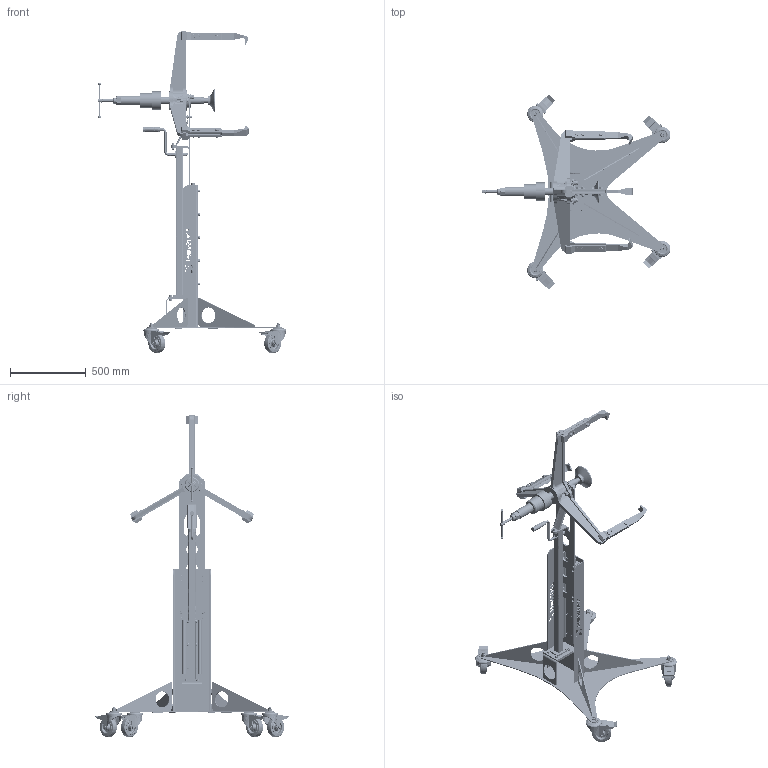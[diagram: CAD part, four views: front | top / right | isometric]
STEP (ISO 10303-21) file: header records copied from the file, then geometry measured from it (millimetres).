
FILE_DESCRIPTION(('FreeCAD Model'),'2;1');
FILE_NAME('Open CASCADE Shape Model','2025-05-09T11:51:50',('FreeCAD'),( 'FreeCAD'),'Open CASCADE STEP processor 7.6','FreeCAD','Unknown');
FILE_SCHEMA(('AUTOMOTIVE_DESIGN { 1 0 10303 214 1 1 1 1 }'));
Products named in the file (1): Open CASCADE STEP translator 7.6 1
Bounding box: 1244.54 x 1286.96 x 2122.4 mm (x, y, z)
Volume: 22476202.3 mm3; surface area: 5109196 mm2
Topology: 184 solids, 187 shells, 5407 faces, 13198 edges, 8380 vertices
Faces by surface type: bspline 5407
Entity records: 188413 total; most frequent: CARTESIAN_POINT 110676, ORIENTED_EDGE 26384, EDGE_CURVE 13192, B_SPLINE_CURVE_WITH_KNOTS 9160, VERTEX_POINT 8380, FACE_BOUND 6174, EDGE_LOOP 6174, ADVANCED_FACE 5407
